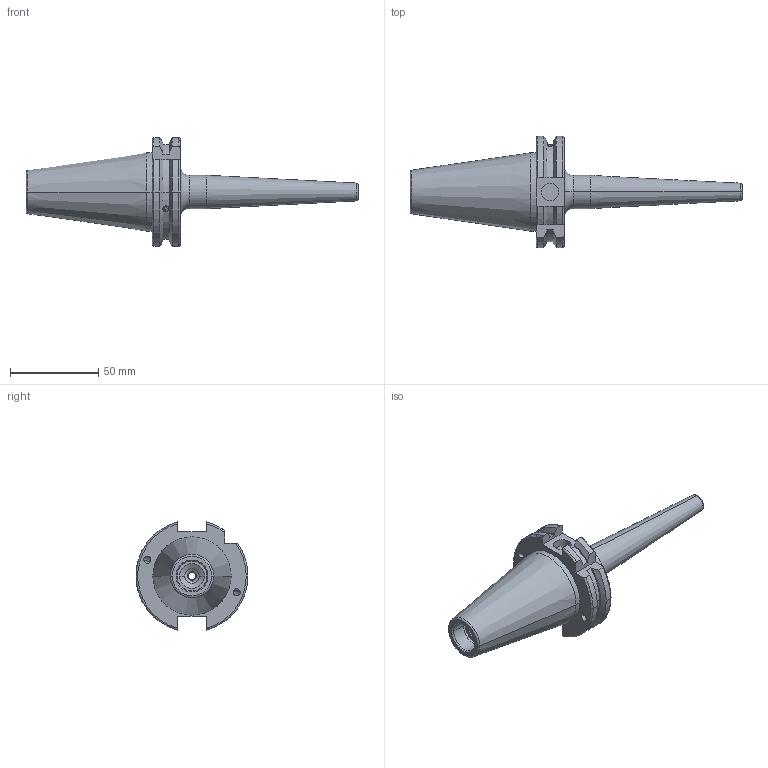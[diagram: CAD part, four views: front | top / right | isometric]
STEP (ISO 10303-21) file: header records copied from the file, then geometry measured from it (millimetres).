
FILE_DESCRIPTION (( 'STEP AP203' ), '1' );
FILE_NAME ('91406-SRS04120.STEP', '2023-06-15T11:39:27', ( '' ), ( '' ), 'SwSTEP 2.0', 'SolidWorks 2018', '' );
FILE_SCHEMA (( 'CONFIG_CONTROL_DESIGN' ));
Length unit declared in the file: millimetre
Products named in the file (4): SK40SFS04120FWW; GS-M4X4_DIN 913 - M4 x 4-N; 91406-SRS04120
Assembly tree (4 placements, depth 3):
  91406-SRS04120
    SK40SFS04120FWW
      SK40SFS04120FWW
      GS-M4X4_DIN 913 - M4 x 4-N  x2
Bounding box: 188.4 x 63.55 x 61.48 mm (x, y, z)
Volume: 118154.5 mm3; surface area: 27538.2 mm2
Topology: 3 solids, 3 shells, 198 faces, 499 edges, 315 vertices
Faces by surface type: cone 78, cylinder 54, plane 46, torus 16, bspline 4
Entity records: 5360 total; most frequent: CARTESIAN_POINT 1219, DIRECTION 828, ORIENTED_EDGE 758, EDGE_CURVE 379, AXIS2_PLACEMENT_3D 334, VERTEX_POINT 239, CIRCLE 179, EDGE_LOOP 168
